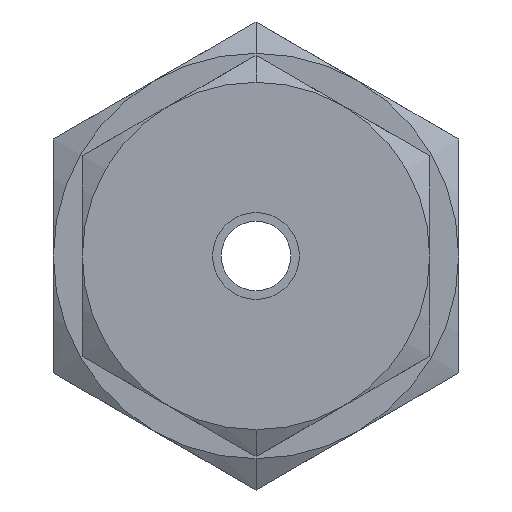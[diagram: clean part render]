
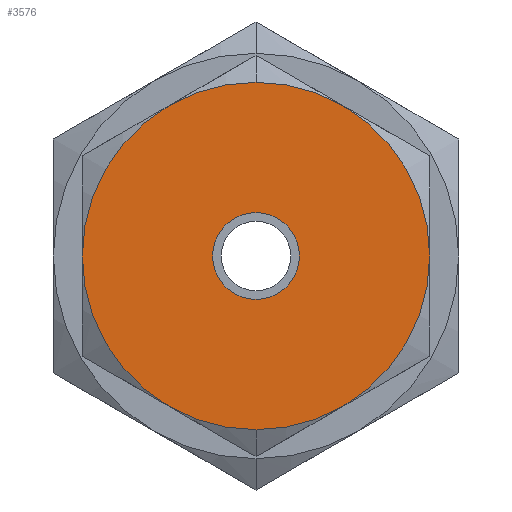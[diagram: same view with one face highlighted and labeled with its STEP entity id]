
A CAD part, left-side view. The second image highlights one B-rep face of the part: STEP entity #3576.
In plain terms, the highlighted planar face has unit normal (-1, 0, 0).
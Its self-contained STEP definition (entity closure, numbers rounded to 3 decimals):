
#43 = FACE_BOUND ( 'NONE', #6189, .T. ) ;
#339 = CARTESIAN_POINT ( 'NONE',  ( 0., 0., -1.5 ) ) ;
#676 = ORIENTED_EDGE ( 'NONE', *, *, #1042, .T. ) ;
#1042 = EDGE_CURVE ( 'NONE', #8613, #6140, #6782, .T. ) ;
#1218 = EDGE_CURVE ( 'NONE', #4337, #3868, #6183, .T. ) ;
#1641 = DIRECTION ( 'NONE',  ( 0., 0., 1. ) ) ;
#2277 = AXIS2_PLACEMENT_3D ( 'NONE', #7237, #5694, #8619 ) ;
#2476 = CIRCLE ( 'NONE', #7142, 1.5 ) ;
#2477 = CARTESIAN_POINT ( 'NONE',  ( 0., 0., -6. ) ) ;
#2562 = ORIENTED_EDGE ( 'NONE', *, *, #7604, .F. ) ;
#2860 = ORIENTED_EDGE ( 'NONE', *, *, #1218, .F. ) ;
#2888 = CARTESIAN_POINT ( 'NONE',  ( 0., 0., 0. ) ) ;
#3216 = CIRCLE ( 'NONE', #4123, 6. ) ;
#3477 = PLANE ( 'NONE',  #5674 ) ;
#3576 = ADVANCED_FACE ( 'NONE', ( #43, #5783 ), #3477, .T. ) ;
#3868 = VERTEX_POINT ( 'NONE', #2477 ) ;
#4123 = AXIS2_PLACEMENT_3D ( 'NONE', #6810, #8275, #5356 ) ;
#4337 = VERTEX_POINT ( 'NONE', #4557 ) ;
#4347 = DIRECTION ( 'NONE',  ( 1., 0., 0. ) ) ;
#4557 = CARTESIAN_POINT ( 'NONE',  ( 0., 0., 6. ) ) ;
#5356 = DIRECTION ( 'NONE',  ( 0., 0., -1. ) ) ;
#5645 = CARTESIAN_POINT ( 'NONE',  ( 0., 0., 3. ) ) ;
#5674 = AXIS2_PLACEMENT_3D ( 'NONE', #5645, #8082, #1641 ) ;
#5694 = DIRECTION ( 'NONE',  ( 1., 0., 0. ) ) ;
#5711 = EDGE_LOOP ( 'NONE', ( #2860, #2562 ) ) ;
#5768 = DIRECTION ( 'NONE',  ( 0., 0., 1. ) ) ;
#5783 = FACE_OUTER_BOUND ( 'NONE', #5711, .T. ) ;
#5893 = ORIENTED_EDGE ( 'NONE', *, *, #8113, .T. ) ;
#6140 = VERTEX_POINT ( 'NONE', #6456 ) ;
#6183 = CIRCLE ( 'NONE', #2277, 6. ) ;
#6189 = EDGE_LOOP ( 'NONE', ( #676, #5893 ) ) ;
#6335 = CARTESIAN_POINT ( 'NONE',  ( 0., 0., 0. ) ) ;
#6456 = CARTESIAN_POINT ( 'NONE',  ( 0., 0., 1.5 ) ) ;
#6480 = AXIS2_PLACEMENT_3D ( 'NONE', #2888, #4347, #7214 ) ;
#6782 = CIRCLE ( 'NONE', #6480, 1.5 ) ;
#6810 = CARTESIAN_POINT ( 'NONE',  ( 0., 0., 0. ) ) ;
#7142 = AXIS2_PLACEMENT_3D ( 'NONE', #6335, #9212, #5768 ) ;
#7214 = DIRECTION ( 'NONE',  ( 0., 0., -1. ) ) ;
#7237 = CARTESIAN_POINT ( 'NONE',  ( 0., 0., 0. ) ) ;
#7604 = EDGE_CURVE ( 'NONE', #3868, #4337, #3216, .T. ) ;
#8082 = DIRECTION ( 'NONE',  ( -1., 0., 0. ) ) ;
#8113 = EDGE_CURVE ( 'NONE', #6140, #8613, #2476, .T. ) ;
#8275 = DIRECTION ( 'NONE',  ( 1., 0., 0. ) ) ;
#8613 = VERTEX_POINT ( 'NONE', #339 ) ;
#8619 = DIRECTION ( 'NONE',  ( 0., 0., 1. ) ) ;
#9212 = DIRECTION ( 'NONE',  ( 1., 0., 0. ) ) ;
